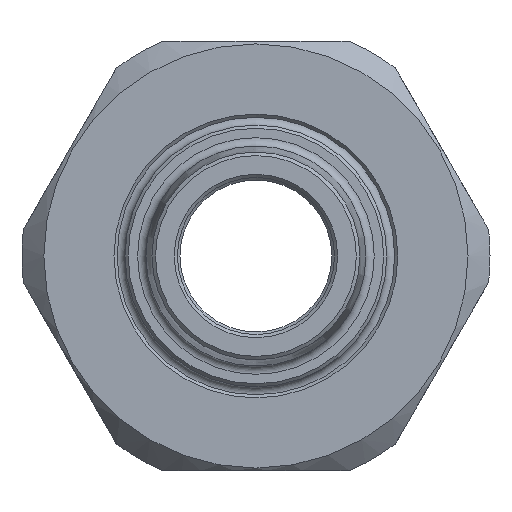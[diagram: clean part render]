
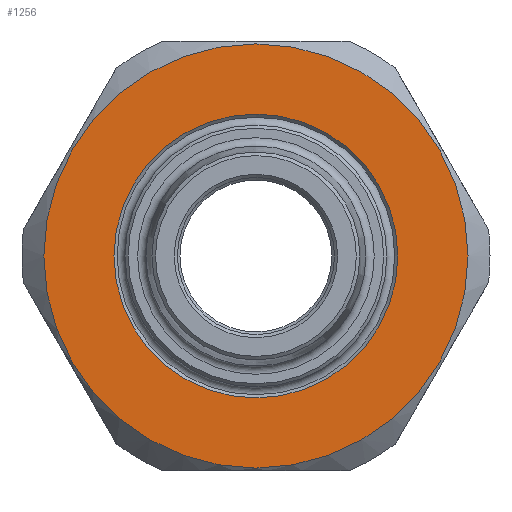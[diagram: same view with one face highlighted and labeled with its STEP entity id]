
A CAD part, left-side view. The second image highlights one B-rep face of the part: STEP entity #1256.
In plain terms, the highlighted planar face has unit normal (-1, 0, 0).
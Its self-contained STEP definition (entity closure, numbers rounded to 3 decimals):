
#41=FACE_BOUND('',#237,.T.);
#114=PLANE('',#1434);
#155=FACE_OUTER_BOUND('',#236,.T.);
#236=EDGE_LOOP('',(#946));
#237=EDGE_LOOP('',(#947));
#438=CIRCLE('',#1414,20.25);
#448=CIRCLE('',#1433,13.55);
#562=VERTEX_POINT('',#2145);
#571=VERTEX_POINT('',#2180);
#699=EDGE_CURVE('',#562,#562,#438,.T.);
#713=EDGE_CURVE('',#571,#571,#448,.T.);
#946=ORIENTED_EDGE('',*,*,#699,.T.);
#947=ORIENTED_EDGE('',*,*,#713,.F.);
#1256=ADVANCED_FACE('',(#155,#41),#114,.T.);
#1414=AXIS2_PLACEMENT_3D('',#2147,#1655,#1656);
#1433=AXIS2_PLACEMENT_3D('',#2181,#1696,#1697);
#1434=AXIS2_PLACEMENT_3D('',#2183,#1699,#1700);
#1655=DIRECTION('center_axis',(-1.,0.,0.));
#1656=DIRECTION('ref_axis',(0.,1.,0.));
#1696=DIRECTION('center_axis',(-1.,0.,0.));
#1697=DIRECTION('ref_axis',(0.,0.,-1.));
#1699=DIRECTION('center_axis',(-1.,0.,0.));
#1700=DIRECTION('ref_axis',(0.,0.,1.));
#2145=CARTESIAN_POINT('',(-16.,-20.25,0.));
#2147=CARTESIAN_POINT('Origin',(-16.,0.,0.));
#2180=CARTESIAN_POINT('',(-16.,0.,13.55));
#2181=CARTESIAN_POINT('Origin',(-16.,0.,0.));
#2183=CARTESIAN_POINT('Origin',(-16.,0.,0.));
